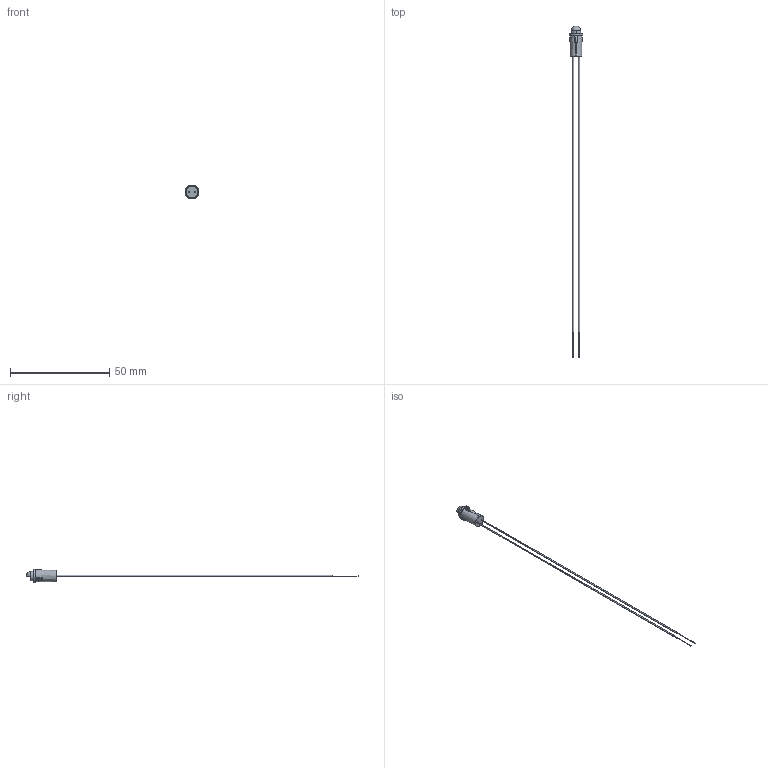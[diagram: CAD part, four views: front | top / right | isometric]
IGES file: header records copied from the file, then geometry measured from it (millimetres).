
Start section: SolidWorks IGES file using analytic representation for surfaces
Global section: file name: WP1533AA-W152.IGS; native system: SolidWorks 2008; preprocessor: SolidWorks 2008; author: evant; date: 080907.112942; units: millimetre
Bounding box: 6.9 x 167.6 x 6.9 mm (x, y, z)
Surface area: 886.1 mm2 (no closed solid volume)
Topology: 0 solids, 0 shells, 318 faces, 2988 edges, 3823 vertices
Faces by surface type: bspline 296, revolution 22
